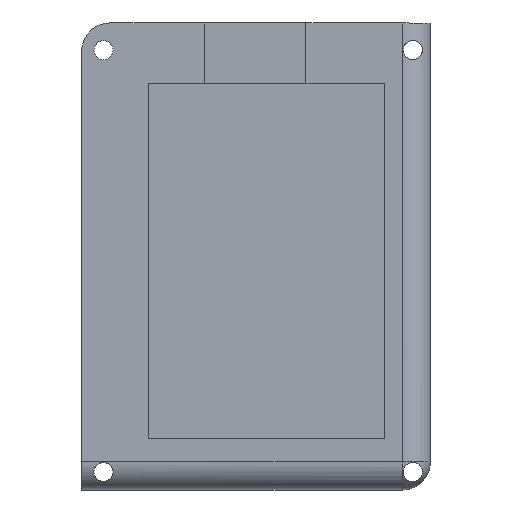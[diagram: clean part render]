
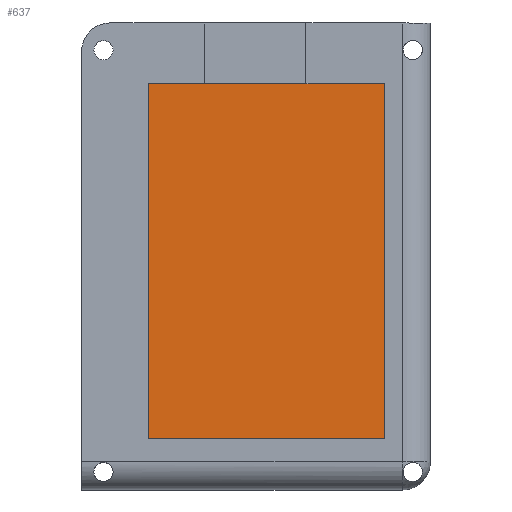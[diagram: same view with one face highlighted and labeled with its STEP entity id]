
A CAD part, top view. The second image highlights one B-rep face of the part: STEP entity #637.
In plain terms, the highlighted planar face has unit normal (0, 0, 1).
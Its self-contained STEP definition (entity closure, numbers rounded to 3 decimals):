
#33=PLANE('',#706);
#83=LINE('',#1147,#142);
#91=LINE('',#1165,#150);
#92=LINE('',#1166,#151);
#93=LINE('',#1167,#152);
#142=VECTOR('',#846,10.);
#150=VECTOR('',#862,10.);
#151=VECTOR('',#863,10.);
#152=VECTOR('',#864,10.);
#210=FACE_OUTER_BOUND('',#253,.T.);
#253=EDGE_LOOP('',(#567,#568,#569,#570));
#338=VERTEX_POINT('',#1144);
#339=VERTEX_POINT('',#1146);
#344=VERTEX_POINT('',#1163);
#345=VERTEX_POINT('',#1164);
#416=EDGE_CURVE('',#338,#339,#83,.T.);
#425=EDGE_CURVE('',#344,#345,#91,.T.);
#426=EDGE_CURVE('',#339,#344,#92,.T.);
#427=EDGE_CURVE('',#345,#338,#93,.T.);
#567=ORIENTED_EDGE('',*,*,#425,.F.);
#568=ORIENTED_EDGE('',*,*,#426,.F.);
#569=ORIENTED_EDGE('',*,*,#416,.F.);
#570=ORIENTED_EDGE('',*,*,#427,.F.);
#637=ADVANCED_FACE('',(#210),#33,.T.);
#706=AXIS2_PLACEMENT_3D('',#1162,#860,#861);
#846=DIRECTION('',(1.,0.,0.));
#860=DIRECTION('center_axis',(0.,0.,1.));
#861=DIRECTION('ref_axis',(1.,0.,0.));
#862=DIRECTION('',(-1.,0.,0.));
#863=DIRECTION('',(0.,-1.,0.));
#864=DIRECTION('',(0.,1.,0.));
#1144=CARTESIAN_POINT('',(-42.,19.,3.));
#1146=CARTESIAN_POINT('',(0.,19.,3.));
#1147=CARTESIAN_POINT('',(-31.5,19.,3.));
#1162=CARTESIAN_POINT('Origin',(-21.,-12.5,3.));
#1163=CARTESIAN_POINT('',(0.,-44.,3.));
#1164=CARTESIAN_POINT('',(-42.,-44.,3.));
#1165=CARTESIAN_POINT('',(-10.5,-44.,3.));
#1166=CARTESIAN_POINT('',(0.,3.25,3.));
#1167=CARTESIAN_POINT('',(-42.,-28.25,3.));
